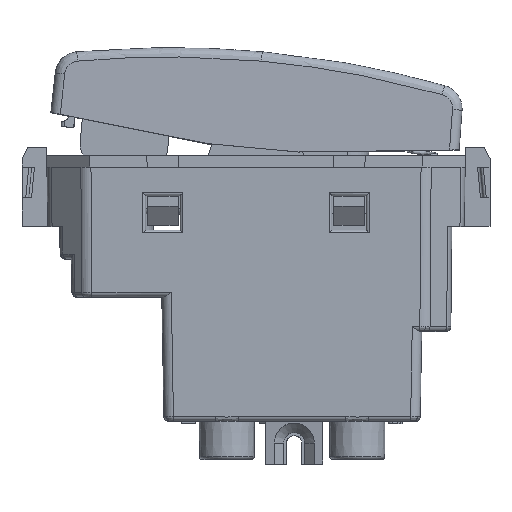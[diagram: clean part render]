
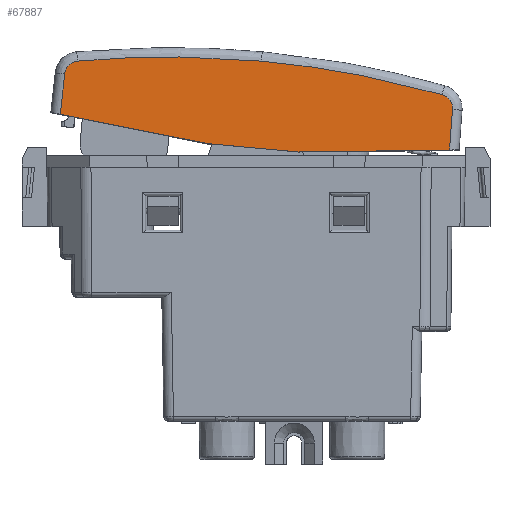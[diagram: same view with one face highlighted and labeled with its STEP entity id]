
A CAD part, top view. The second image highlights one B-rep face of the part: STEP entity #67887.
In plain terms, the highlighted planar face has unit normal (0.002, 0.017, 1).
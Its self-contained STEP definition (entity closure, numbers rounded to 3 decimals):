
#46 = CARTESIAN_POINT ( 'NONE',  ( 20.388, 6.408, 11.488 ) ) ;
#127 =( BOUNDED_CURVE ( )  B_SPLINE_CURVE ( 3, ( #42700, #75263, #83100, #31704 ),
 .UNSPECIFIED., .F., .T. ) 
 B_SPLINE_CURVE_WITH_KNOTS ( ( 4, 4 ),
 ( 0., 0.183 ),
 .UNSPECIFIED. ) 
 CURVE ( )  GEOMETRIC_REPRESENTATION_ITEM ( )  RATIONAL_B_SPLINE_CURVE ( ( 1., 0.997, 0.997, 1. ) ) 
 REPRESENTATION_ITEM ( '' )  );
#1646 = CARTESIAN_POINT ( 'NONE',  ( 4.757, 0.5, 11.591 ) ) ;
#2025 = VECTOR ( 'NONE', #56593, 1000. ) ;
#4531 =( BOUNDED_CURVE ( )  B_SPLINE_CURVE ( 3, ( #73957, #80441, #21508, #73416 ),
 .UNSPECIFIED., .F., .F. ) 
 B_SPLINE_CURVE_WITH_KNOTS ( ( 4, 4 ),
 ( 6.1, 6.283 ),
 .UNSPECIFIED. ) 
 CURVE ( )  GEOMETRIC_REPRESENTATION_ITEM ( )  RATIONAL_B_SPLINE_CURVE ( ( 1., 0.997, 0.997, 1. ) ) 
 REPRESENTATION_ITEM ( '' )  );
#5314 = VERTEX_POINT ( 'NONE', #78590 ) ;
#5329 = DIRECTION ( 'NONE',  ( 0., 0.017, 1. ) ) ;
#5426 = EDGE_CURVE ( 'NONE', #60487, #5314, #53933, .T. ) ;
#5599 = DIRECTION ( 'NONE',  ( 0., -1., 0.017 ) ) ;
#6185 = VERTEX_POINT ( 'NONE', #11211 ) ;
#7372 = CARTESIAN_POINT ( 'NONE',  ( -20.388, 6.408, 11.488 ) ) ;
#8940 = EDGE_CURVE ( 'NONE', #47197, #42374, #4531, .T. ) ;
#9097 = LINE ( 'NONE', #71916, #67356 ) ;
#11211 = CARTESIAN_POINT ( 'NONE',  ( 20.463, 2.151, 11.562 ) ) ;
#11733 = CARTESIAN_POINT ( 'NONE',  ( 0., 0., 11.6 ) ) ;
#11945 = ORIENTED_EDGE ( 'NONE', *, *, #20479, .T. ) ;
#13746 = VERTEX_POINT ( 'NONE', #17973 ) ;
#13825 = VECTOR ( 'NONE', #40197, 1000. ) ;
#16629 = CARTESIAN_POINT ( 'NONE',  ( -20.388, 6.408, 11.488 ) ) ;
#17973 = CARTESIAN_POINT ( 'NONE',  ( 20.388, 6.408, 11.488 ) ) ;
#18529 = CARTESIAN_POINT ( 'NONE',  ( 19.894, 7.721, 11.465 ) ) ;
#20479 = EDGE_CURVE ( 'NONE', #28640, #79608, #62548, .T. ) ;
#20625 = ORIENTED_EDGE ( 'NONE', *, *, #23040, .T. ) ;
#21508 = CARTESIAN_POINT ( 'NONE',  ( 6.432, 9.617, 11.432 ) ) ;
#22973 = CARTESIAN_POINT ( 'NONE',  ( 0., 0., 11.6 ) ) ;
#23040 = EDGE_CURVE ( 'NONE', #79608, #5314, #9097, .T. ) ;
#23367 = CARTESIAN_POINT ( 'NONE',  ( -19.162, 7.857, 11.463 ) ) ;
#24940 = LINE ( 'NONE', #83311, #45034 ) ;
#26245 = DIRECTION ( 'NONE',  ( -1., 0., 0. ) ) ;
#27405 = VERTEX_POINT ( 'NONE', #1646 ) ;
#28640 = VERTEX_POINT ( 'NONE', #73813 ) ;
#30244 = EDGE_LOOP ( 'NONE', ( #47428, #43269, #40018, #82586, #81616, #52289, #11945, #20625, #80563 ) ) ;
#30870 = EDGE_CURVE ( 'NONE', #6185, #13746, #24940, .T. ) ;
#31704 = CARTESIAN_POINT ( 'NONE',  ( -19.162, 7.857, 11.463 ) ) ;
#31830 = CARTESIAN_POINT ( 'NONE',  ( 0., 0.5, 11.591 ) ) ;
#32159 = LINE ( 'NONE', #11733, #2025 ) ;
#32545 = CARTESIAN_POINT ( 'NONE',  ( 20.375, 7.153, 11.475 ) ) ;
#35073 = AXIS2_PLACEMENT_3D ( 'NONE', #22973, #5329, #5599 ) ;
#36783 = EDGE_CURVE ( 'NONE', #27405, #6185, #32159, .T. ) ;
#38940 = VECTOR ( 'NONE', #26245, 1000. ) ;
#40018 = ORIENTED_EDGE ( 'NONE', *, *, #30870, .T. ) ;
#40197 = DIRECTION ( 'NONE',  ( -0.995, 0.105, -0.002 ) ) ;
#40687 = CARTESIAN_POINT ( 'NONE',  ( -4.757, 0.5, 11.591 ) ) ;
#42374 = VERTEX_POINT ( 'NONE', #68305 ) ;
#42700 = CARTESIAN_POINT ( 'NONE',  ( 0., 9.617, 11.432 ) ) ;
#43269 = ORIENTED_EDGE ( 'NONE', *, *, #36783, .T. ) ;
#45034 = VECTOR ( 'NONE', #58584, 1000. ) ;
#47197 = VERTEX_POINT ( 'NONE', #62137 ) ;
#47428 = ORIENTED_EDGE ( 'NONE', *, *, #50590, .F. ) ;
#49687 = CARTESIAN_POINT ( 'NONE',  ( -19.894, 7.721, 11.465 ) ) ;
#50590 = EDGE_CURVE ( 'NONE', #27405, #60487, #61023, .T. ) ;
#52289 = ORIENTED_EDGE ( 'NONE', *, *, #58787, .T. ) ;
#53933 = LINE ( 'NONE', #65731, #13825 ) ;
#56593 = DIRECTION ( 'NONE',  ( 0.995, 0.105, -0.002 ) ) ;
#58584 = DIRECTION ( 'NONE',  ( -0.017, 1., -0.017 ) ) ;
#58787 = EDGE_CURVE ( 'NONE', #42374, #28640, #127, .T. ) ;
#59022 = FACE_OUTER_BOUND ( 'NONE', #30244, .T. ) ;
#60487 = VERTEX_POINT ( 'NONE', #40687 ) ;
#61023 = LINE ( 'NONE', #31830, #38940 ) ;
#62137 = CARTESIAN_POINT ( 'NONE',  ( 19.162, 7.857, 11.463 ) ) ;
#62548 =( BOUNDED_CURVE ( )  B_SPLINE_CURVE ( 3, ( #23367, #49687, #74997, #16629 ),
 .UNSPECIFIED., .F., .T. ) 
 B_SPLINE_CURVE_WITH_KNOTS ( ( 4, 4 ),
 ( 0.183, 1.553 ),
 .UNSPECIFIED. ) 
 CURVE ( )  GEOMETRIC_REPRESENTATION_ITEM ( )  RATIONAL_B_SPLINE_CURVE ( ( 1., 0.85, 0.85, 1. ) ) 
 REPRESENTATION_ITEM ( '' )  );
#62812 =( BOUNDED_CURVE ( )  B_SPLINE_CURVE ( 3, ( #46, #32545, #18529, #63400 ),
 .UNSPECIFIED., .F., .F. ) 
 B_SPLINE_CURVE_WITH_KNOTS ( ( 4, 4 ),
 ( 4.73, 6.1 ),
 .UNSPECIFIED. ) 
 CURVE ( )  GEOMETRIC_REPRESENTATION_ITEM ( )  RATIONAL_B_SPLINE_CURVE ( ( 1., 0.85, 0.85, 1. ) ) 
 REPRESENTATION_ITEM ( '' )  );
#63400 = CARTESIAN_POINT ( 'NONE',  ( 19.162, 7.857, 11.463 ) ) ;
#65552 = EDGE_CURVE ( 'NONE', #13746, #47197, #62812, .T. ) ;
#65731 = CARTESIAN_POINT ( 'NONE',  ( 0., 0., 11.6 ) ) ;
#67356 = VECTOR ( 'NONE', #78122, 1000. ) ;
#67887 = ADVANCED_FACE ( 'NONE', ( #59022 ), #69550, .T. ) ;
#68305 = CARTESIAN_POINT ( 'NONE',  ( 0., 9.617, 11.432 ) ) ;
#69550 = PLANE ( 'NONE',  #35073 ) ;
#71916 = CARTESIAN_POINT ( 'NONE',  ( -20.461, 2.238, 11.561 ) ) ;
#73416 = CARTESIAN_POINT ( 'NONE',  ( 0., 9.617, 11.432 ) ) ;
#73813 = CARTESIAN_POINT ( 'NONE',  ( -19.162, 7.857, 11.463 ) ) ;
#73957 = CARTESIAN_POINT ( 'NONE',  ( 19.162, 7.857, 11.463 ) ) ;
#74997 = CARTESIAN_POINT ( 'NONE',  ( -20.375, 7.153, 11.475 ) ) ;
#75263 = CARTESIAN_POINT ( 'NONE',  ( -6.432, 9.617, 11.432 ) ) ;
#78122 = DIRECTION ( 'NONE',  ( -0.017, -1., 0.017 ) ) ;
#78590 = CARTESIAN_POINT ( 'NONE',  ( -20.463, 2.151, 11.562 ) ) ;
#79608 = VERTEX_POINT ( 'NONE', #7372 ) ;
#80441 = CARTESIAN_POINT ( 'NONE',  ( 12.837, 9.029, 11.442 ) ) ;
#80563 = ORIENTED_EDGE ( 'NONE', *, *, #5426, .F. ) ;
#81616 = ORIENTED_EDGE ( 'NONE', *, *, #8940, .T. ) ;
#82586 = ORIENTED_EDGE ( 'NONE', *, *, #65552, .T. ) ;
#83100 = CARTESIAN_POINT ( 'NONE',  ( -12.837, 9.029, 11.442 ) ) ;
#83311 = CARTESIAN_POINT ( 'NONE',  ( 20.389, 6.391, 11.488 ) ) ;
